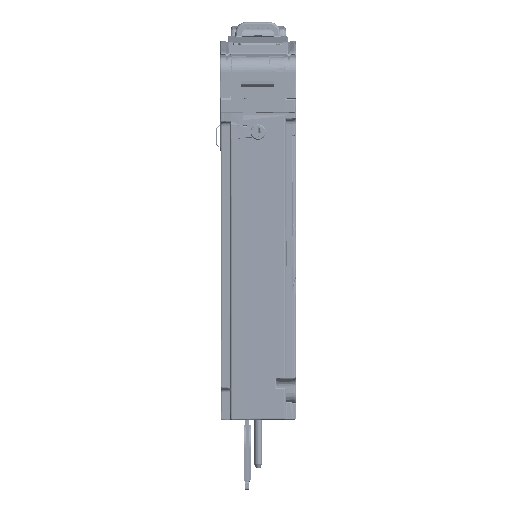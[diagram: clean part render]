
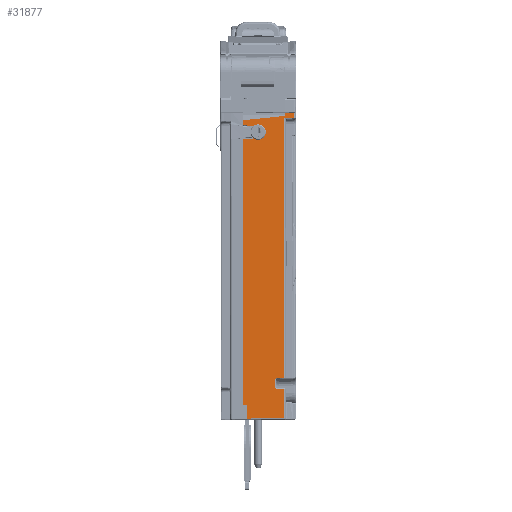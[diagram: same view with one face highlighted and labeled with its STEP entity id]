
A CAD part, left-side view. The second image highlights one B-rep face of the part: STEP entity #31877.
In plain terms, the highlighted planar face has unit normal (-1, -0.009, 0).
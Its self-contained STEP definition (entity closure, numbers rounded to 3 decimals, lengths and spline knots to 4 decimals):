
#29031=CARTESIAN_POINT('',(-1.6091,3.7479,
-5.44));
#29033=CARTESIAN_POINT('',(-1.6028,3.0292,
-4.6446));
#29034=CARTESIAN_POINT('',(-1.6028,3.0292,
-4.652));
#29035=CARTESIAN_POINT('',(-1.6028,3.0256,
-4.6648));
#29036=CARTESIAN_POINT('',(-1.6027,3.0107,
-4.68));
#29037=CARTESIAN_POINT('',(-1.6026,2.998,
-4.6838));
#29038=CARTESIAN_POINT('',(-1.6025,2.9906,
-4.6839));
#29040=DIRECTION('',(0.009,-1.,-0.017));
#29041=VECTOR('',#29040,0.1879);
#29042=CARTESIAN_POINT('',(-1.6025,2.9906,
-4.6839));
#29043=LINE('',#29042,#29041);
#29044=DIRECTION('',(-0.009,1.,-0.009));
#29045=VECTOR('',#29044,0.9453);
#29046=CARTESIAN_POINT('',(-1.6009,2.8027,
-5.4317));
#29047=LINE('',#29046,#29045);
#29048=DIRECTION('',(0.,0.,1.));
#29049=VECTOR('',#29048,0.3554);
#29050=CARTESIAN_POINT('',(-1.6091,3.7479,
-5.44));
#29051=LINE('',#29050,#29049);
#29052=DIRECTION('',(-0.009,1.,0.017));
#29053=VECTOR('',#29052,0.1181);
#29054=CARTESIAN_POINT('',(-1.6091,3.7479,
-5.0846));
#29055=LINE('',#29054,#29053);
#29056=DIRECTION('',(0.,0.,1.));
#29057=VECTOR('',#29056,6.8128);
#29058=CARTESIAN_POINT('',(-1.6101,3.866,
-5.0825));
#29059=LINE('',#29058,#29057);
#29060=DIRECTION('',(0.009,-1.,0.025));
#29061=VECTOR('',#29060,0.3991);
#29062=CARTESIAN_POINT('',(-1.6101,3.866,
1.7304));
#29063=LINE('',#29062,#29061);
#29064=CARTESIAN_POINT('',(-1.6067,3.4671,
1.7402));
#29065=CARTESIAN_POINT('',(-1.6064,3.4411,
1.7426));
#29066=CARTESIAN_POINT('',(-1.606,3.3956,
1.7539));
#29067=CARTESIAN_POINT('',(-1.6056,3.3476,
1.7935));
#29068=CARTESIAN_POINT('',(-1.6053,3.317,
1.8456));
#29069=CARTESIAN_POINT('',(-1.6053,3.3074,
1.904));
#29070=CARTESIAN_POINT('',(-1.6054,3.3191,
1.9628));
#29071=CARTESIAN_POINT('',(-1.6056,3.3505,
2.0128));
#29072=CARTESIAN_POINT('',(-1.6061,3.4001,
2.0507));
#29073=CARTESIAN_POINT('',(-1.6064,3.4423,
2.0609));
#29074=CARTESIAN_POINT('',(-1.6066,3.4659,
2.0628));
#29076=DIRECTION('',(-0.009,1.,0.025));
#29077=VECTOR('',#29076,0.4002);
#29078=CARTESIAN_POINT('',(-1.6066,3.4659,
2.0628));
#29079=LINE('',#29078,#29077);
#29080=DIRECTION('',(0.,0.,1.));
#29081=VECTOR('',#29080,0.1321);
#29082=CARTESIAN_POINT('',(-1.6101,3.866,
2.0726));
#29083=LINE('',#29082,#29081);
#29084=DIRECTION('',(0.018,0.,1.));
#29085=VECTOR('',#29084,0.1566);
#29086=CARTESIAN_POINT('',(-1.6007,2.7798,
2.3161));
#29087=LINE('',#29086,#29085);
#29088=CARTESIAN_POINT('',(-1.6025,2.9906,
-4.3967));
#29089=CARTESIAN_POINT('',(-1.6026,2.998,
-4.3969));
#29090=CARTESIAN_POINT('',(-1.6027,3.0107,
-4.4007));
#29091=CARTESIAN_POINT('',(-1.6028,3.0256,
-4.4159));
#29092=CARTESIAN_POINT('',(-1.6028,3.0292,
-4.4287));
#29093=CARTESIAN_POINT('',(-1.6028,3.0292,
-4.4361));
#29095=DIRECTION('',(0.,0.,1.));
#29096=VECTOR('',#29095,0.2085);
#29097=CARTESIAN_POINT('',(-1.6028,3.0292,
-4.6446));
#29098=LINE('',#29097,#29096);
#29191=DIRECTION('',(0.,0.,1.));
#29192=VECTOR('',#29191,0.7445);
#29193=CARTESIAN_POINT('',(-1.6009,2.8027,
-5.4317));
#29194=LINE('',#29193,#29192);
#29654=DIRECTION('',(0.009,-1.,0.017));
#29655=VECTOR('',#29654,0.1879);
#29656=CARTESIAN_POINT('',(-1.6025,2.9906,
-4.3967));
#29657=LINE('',#29656,#29655);
#29705=DIRECTION('',(0.,0.,1.));
#29706=VECTOR('',#29705,6.6525);
#29707=CARTESIAN_POINT('',(-1.6009,2.8027,
-4.3935));
#29708=LINE('',#29707,#29706);
#29721=DIRECTION('',(0.009,-1.,0.009));
#29722=VECTOR('',#29721,0.256);
#29723=CARTESIAN_POINT('',(-1.6009,2.8027,
2.259));
#29724=LINE('',#29723,#29722);
#30312=DIRECTION('',(0.,0.,1.));
#30313=VECTOR('',#30312,0.2155);
#30314=CARTESIAN_POINT('',(-1.5986,2.5468,
2.2612));
#30315=LINE('',#30314,#30313);
#30359=DIRECTION('',(0.004,1.,-0.017));
#30360=VECTOR('',#30359,0.2332);
#30361=CARTESIAN_POINT('',(-1.5986,2.5467,
2.4767));
#30362=LINE('',#30361,#30360);
#30824=DIRECTION('',(-0.009,0.995,-0.102));
#30825=VECTOR('',#30824,1.0919);
#30826=CARTESIAN_POINT('',(-1.6007,2.7798,
2.3161));
#30827=LINE('',#30826,#30825);
#30855=VERTEX_POINT('',#29031);
#30856=CARTESIAN_POINT('',(-1.6091,3.7479,
-5.0846));
#30857=VERTEX_POINT('',#30856);
#30858=CARTESIAN_POINT('',(-1.6101,3.866,
-5.0825));
#30859=VERTEX_POINT('',#30858);
#30860=CARTESIAN_POINT('',(-1.6101,3.866,
1.7304));
#30861=VERTEX_POINT('',#30860);
#30862=VERTEX_POINT('',#29064);
#30863=VERTEX_POINT('',#29074);
#30864=CARTESIAN_POINT('',(-1.6101,3.866,
2.0726));
#30865=VERTEX_POINT('',#30864);
#30866=CARTESIAN_POINT('',(-1.6101,3.866,
2.2047));
#30867=VERTEX_POINT('',#30866);
#30868=CARTESIAN_POINT('',(-1.6007,2.7798,
2.3161));
#30869=CARTESIAN_POINT('',(-1.5978,2.7799,
2.4727));
#30870=VERTEX_POINT('',#30868);
#30871=VERTEX_POINT('',#30869);
#31071=CARTESIAN_POINT('',(-1.6009,2.8027,
-5.4317));
#31072=VERTEX_POINT('',#31071);
#31073=CARTESIAN_POINT('',(-1.6028,3.0292,
-4.6446));
#31074=CARTESIAN_POINT('',(-1.6028,3.0292,
-4.4361));
#31075=VERTEX_POINT('',#31073);
#31076=VERTEX_POINT('',#31074);
#31077=VERTEX_POINT('',#29038);
#31078=CARTESIAN_POINT('',(-1.6009,2.8027,
-4.6872));
#31079=VERTEX_POINT('',#31078);
#31080=CARTESIAN_POINT('',(-1.5986,2.5467,
2.4767));
#31081=VERTEX_POINT('',#31080);
#31082=CARTESIAN_POINT('',(-1.5986,2.5468,
2.2612));
#31083=VERTEX_POINT('',#31082);
#31084=CARTESIAN_POINT('',(-1.6009,2.8027,
2.259));
#31085=VERTEX_POINT('',#31084);
#31086=CARTESIAN_POINT('',(-1.6009,2.8027,
-4.3935));
#31087=VERTEX_POINT('',#31086);
#31088=CARTESIAN_POINT('',(-1.6025,2.9906,
-4.3967));
#31089=VERTEX_POINT('',#31088);
#31831=CARTESIAN_POINT('',(-1.6101,3.866,
-5.5136));
#31832=DIRECTION('',(-1.,-0.009,0.));
#31833=DIRECTION('',(0.,0.,1.));
#31834=AXIS2_PLACEMENT_3D('',#31831,#31832,#31833);
#31835=PLANE('',#31834);
#31837=ORIENTED_EDGE('',*,*,#31836,.F.);
#31839=ORIENTED_EDGE('',*,*,#31838,.T.);
#31841=ORIENTED_EDGE('',*,*,#31840,.T.);
#31843=ORIENTED_EDGE('',*,*,#31842,.F.);
#31844=ORIENTED_EDGE('',*,*,#31819,.T.);
#31846=ORIENTED_EDGE('',*,*,#31845,.T.);
#31848=ORIENTED_EDGE('',*,*,#31847,.T.);
#31850=ORIENTED_EDGE('',*,*,#31849,.T.);
#31852=ORIENTED_EDGE('',*,*,#31851,.T.);
#31854=ORIENTED_EDGE('',*,*,#31853,.T.);
#31856=ORIENTED_EDGE('',*,*,#31855,.T.);
#31858=ORIENTED_EDGE('',*,*,#31857,.T.);
#31860=ORIENTED_EDGE('',*,*,#31859,.F.);
#31862=ORIENTED_EDGE('',*,*,#31861,.T.);
#31864=ORIENTED_EDGE('',*,*,#31863,.F.);
#31866=ORIENTED_EDGE('',*,*,#31865,.F.);
#31868=ORIENTED_EDGE('',*,*,#31867,.F.);
#31870=ORIENTED_EDGE('',*,*,#31869,.F.);
#31872=ORIENTED_EDGE('',*,*,#31871,.F.);
#31874=ORIENTED_EDGE('',*,*,#31873,.T.);
#31875=EDGE_LOOP('',(#31837,#31839,#31841,#31843,#31844,#31846,#31848,#31850,
#31852,#31854,#31856,#31858,#31860,#31862,#31864,#31866,#31868,#31870,#31872,
#31874));
#31876=FACE_OUTER_BOUND('',#31875,.F.);
#29039=B_SPLINE_CURVE_WITH_KNOTS('',3,(#29033,#29034,#29035,#29036,#29037,
#29038),.UNSPECIFIED.,.F.,.F.,(4,1,1,4),(0.,0.3333,
0.6667,1.),.UNSPECIFIED.);
#29075=B_SPLINE_CURVE_WITH_KNOTS('',3,(#29064,#29065,#29066,#29067,#29068,
#29069,#29070,#29071,#29072,#29073,#29074),.UNSPECIFIED.,.F.,.F.,(4,1,1,1,1,1,1,
1,4),(0.,0.125,0.25,0.375,0.5,0.625,0.75,0.875,1.),
.UNSPECIFIED.);
#29094=B_SPLINE_CURVE_WITH_KNOTS('',3,(#29088,#29089,#29090,#29091,#29092,
#29093),.UNSPECIFIED.,.F.,.F.,(4,1,1,4),(0.,0.3333,
0.6667,1.),.UNSPECIFIED.);
#31819=EDGE_CURVE('',#31072,#30855,#29047,.T.);
#31836=EDGE_CURVE('',#31075,#31076,#29098,.T.);
#31838=EDGE_CURVE('',#31075,#31077,#29039,.T.);
#31840=EDGE_CURVE('',#31077,#31079,#29043,.T.);
#31842=EDGE_CURVE('',#31072,#31079,#29194,.T.);
#31845=EDGE_CURVE('',#30855,#30857,#29051,.T.);
#31847=EDGE_CURVE('',#30857,#30859,#29055,.T.);
#31849=EDGE_CURVE('',#30859,#30861,#29059,.T.);
#31851=EDGE_CURVE('',#30861,#30862,#29063,.T.);
#31853=EDGE_CURVE('',#30862,#30863,#29075,.T.);
#31855=EDGE_CURVE('',#30863,#30865,#29079,.T.);
#31857=EDGE_CURVE('',#30865,#30867,#29083,.T.);
#31859=EDGE_CURVE('',#30870,#30867,#30827,.T.);
#31861=EDGE_CURVE('',#30870,#30871,#29087,.T.);
#31863=EDGE_CURVE('',#31081,#30871,#30362,.T.);
#31865=EDGE_CURVE('',#31083,#31081,#30315,.T.);
#31867=EDGE_CURVE('',#31085,#31083,#29724,.T.);
#31869=EDGE_CURVE('',#31087,#31085,#29708,.T.);
#31871=EDGE_CURVE('',#31089,#31087,#29657,.T.);
#31873=EDGE_CURVE('',#31089,#31076,#29094,.T.);
#31877=ADVANCED_FACE('',(#31876),#31835,.T.);
